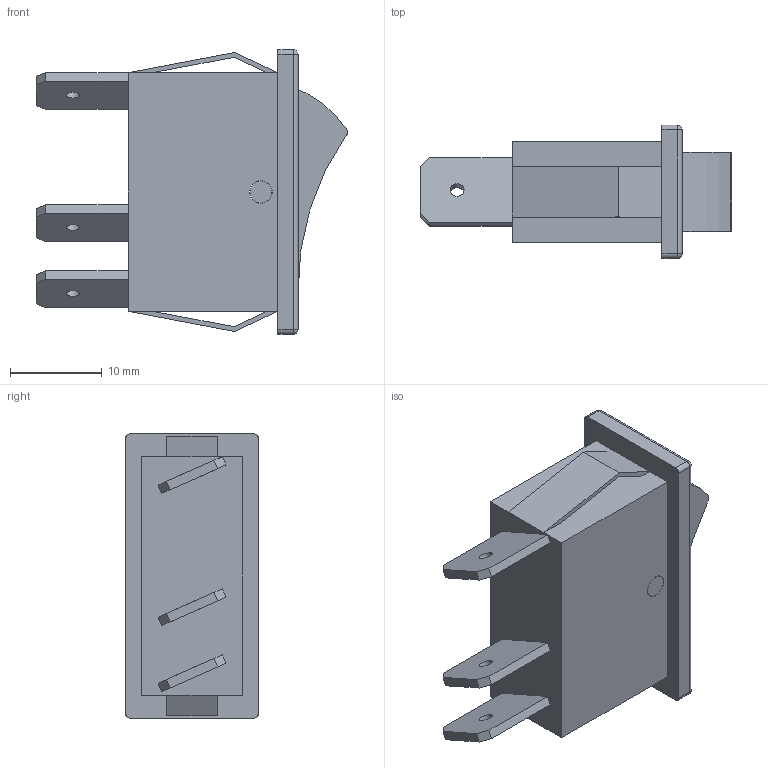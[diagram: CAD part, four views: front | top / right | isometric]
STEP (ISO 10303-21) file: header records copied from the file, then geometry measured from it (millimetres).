
FILE_DESCRIPTION(('CATIA V5 STEP Exchange'),'2;1');
FILE_NAME('SPDT 30A switch.stp','2017-07-26T09:36:34+00:00',('none'),('none'),'CATIA Version 5 Release 20 GA (IN-10)','CATIA V5 STEP AP203','none');
FILE_SCHEMA(('CONFIG_CONTROL_DESIGN'));
Length unit declared in the file: millimetre
Products named in the file (1): SPDT 30A switch
Bounding box: 33.9 x 14.5 x 31 mm (x, y, z)
Volume: 6176.1 mm3; surface area: 3979.6 mm2
Topology: 3 solids, 3 shells, 594 faces, 1662 edges, 1098 vertices
Faces by surface type: plane 568, cylinder 22, sphere 4
Entity records: 18320 total; most frequent: ORIENTED_EDGE 3316, CARTESIAN_POINT 3277, DIRECTION 2698, EDGE_CURVE 1658, VECTOR 1614, LINE 1614, VERTEX_POINT 1098, EDGE_LOOP 635
